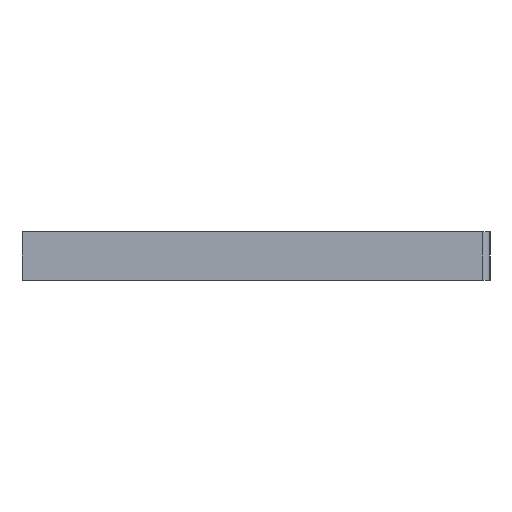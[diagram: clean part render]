
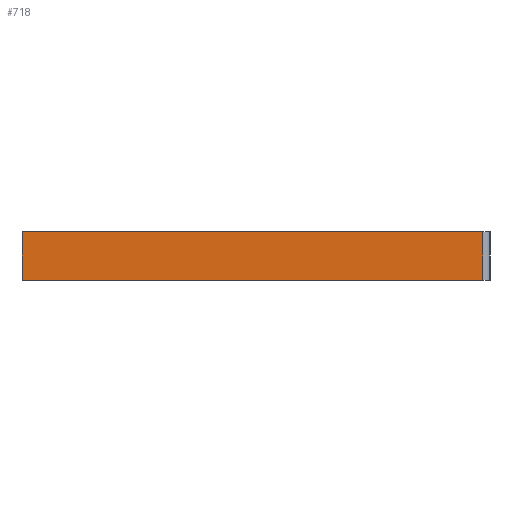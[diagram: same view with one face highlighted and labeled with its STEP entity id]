
A CAD part, left-side view. The second image highlights one B-rep face of the part: STEP entity #718.
In plain terms, the highlighted planar face has unit normal (-1, 0, 0).
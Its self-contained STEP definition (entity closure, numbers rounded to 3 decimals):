
#100=FACE_OUTER_BOUND('',#145,.T.);
#145=EDGE_LOOP('',(#641,#642,#643,#644));
#182=LINE('',#1136,#244);
#185=LINE('',#1149,#247);
#190=LINE('',#1160,#252);
#209=LINE('',#1221,#271);
#244=VECTOR('',#884,10.);
#247=VECTOR('',#899,10.);
#252=VECTOR('',#910,10.);
#271=VECTOR('',#977,10.);
#330=VERTEX_POINT('',#1133);
#331=VERTEX_POINT('',#1135);
#334=VERTEX_POINT('',#1146);
#335=VERTEX_POINT('',#1148);
#414=EDGE_CURVE('',#330,#331,#182,.T.);
#422=EDGE_CURVE('',#334,#335,#185,.T.);
#428=EDGE_CURVE('',#330,#335,#190,.T.);
#457=EDGE_CURVE('',#331,#334,#209,.T.);
#641=ORIENTED_EDGE('',*,*,#422,.F.);
#642=ORIENTED_EDGE('',*,*,#457,.F.);
#643=ORIENTED_EDGE('',*,*,#414,.F.);
#644=ORIENTED_EDGE('',*,*,#428,.T.);
#682=PLANE('',#793);
#718=ADVANCED_FACE('',(#100),#682,.T.);
#793=AXIS2_PLACEMENT_3D('',#1220,#975,#976);
#884=DIRECTION('',(0.,0.,1.));
#899=DIRECTION('',(0.,0.,-1.));
#910=DIRECTION('',(0.,-1.,0.));
#975=DIRECTION('center_axis',(-1.,0.,0.));
#976=DIRECTION('ref_axis',(0.,-1.,0.));
#977=DIRECTION('',(0.,-1.,0.));
#1133=CARTESIAN_POINT('',(-5.,120.,0.));
#1135=CARTESIAN_POINT('',(-5.,120.,13.));
#1136=CARTESIAN_POINT('',(-5.,120.,0.));
#1146=CARTESIAN_POINT('',(-5.,-3.,13.));
#1148=CARTESIAN_POINT('',(-5.,-3.,0.));
#1149=CARTESIAN_POINT('',(-5.,-3.,0.));
#1160=CARTESIAN_POINT('',(-5.,120.,0.));
#1220=CARTESIAN_POINT('Origin',(-5.,120.,0.));
#1221=CARTESIAN_POINT('',(-5.,120.,13.));
